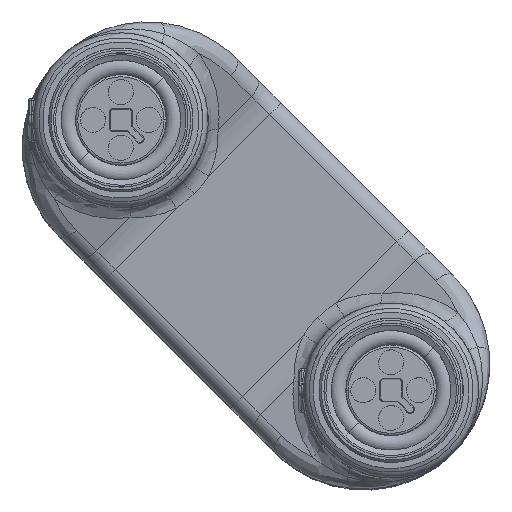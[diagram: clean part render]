
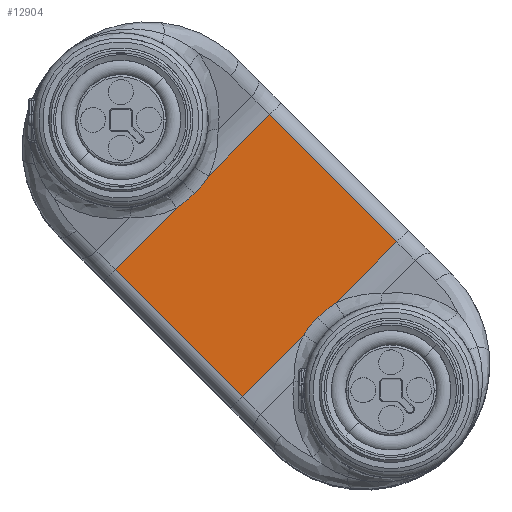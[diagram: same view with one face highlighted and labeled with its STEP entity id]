
A CAD part, top view. The second image highlights one B-rep face of the part: STEP entity #12904.
In plain terms, the highlighted planar face has unit normal (0, 0, 1).
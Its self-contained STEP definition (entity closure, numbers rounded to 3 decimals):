
#12845=AXIS2_PLACEMENT_3D('Plane Axis2P3D',#12842,#12843,#12844) ;
#12849=AXIS2_PLACEMENT_3D('Circle Axis2P3D',#12847,#12848,$) ;
#12856=AXIS2_PLACEMENT_3D('Circle Axis2P3D',#12854,#12855,$) ;
#12875=AXIS2_PLACEMENT_3D('Circle Axis2P3D',#12873,#12874,$) ;
#12882=AXIS2_PLACEMENT_3D('Circle Axis2P3D',#12880,#12881,$) ;
#10582=CARTESIAN_POINT('Vertex',(20.147,8.51,73.95)) ;
#10602=CARTESIAN_POINT('Line Origine',(-3.703,32.36,73.95)) ;
#10606=CARTESIAN_POINT('Vertex',(8.51,20.147,73.95)) ;
#11470=CARTESIAN_POINT('Vertex',(22.652,34.289,73.95)) ;
#11497=CARTESIAN_POINT('Vertex',(34.289,22.652,73.95)) ;
#11500=CARTESIAN_POINT('Line Origine',(28.471,28.471,73.95)) ;
#12826=CARTESIAN_POINT('Vertex',(25.753,14.116,73.95)) ;
#12829=CARTESIAN_POINT('Line Origine',(35.35,23.713,73.95)) ;
#12842=CARTESIAN_POINT('Axis2P3D Location',(11.5,47.562,73.95)) ;
#12847=CARTESIAN_POINT('Axis2P3D Location',(33.774,9.025,73.95)) ;
#12851=CARTESIAN_POINT('Vertex',(27.056,15.743,73.95)) ;
#12854=CARTESIAN_POINT('Axis2P3D Location',(33.774,9.025,73.95)) ;
#12858=CARTESIAN_POINT('Vertex',(28.682,17.046,73.95)) ;
#12861=CARTESIAN_POINT('Line Origine',(31.486,19.849,73.95)) ;
#12866=CARTESIAN_POINT('Line Origine',(19.849,31.486,73.95)) ;
#12870=CARTESIAN_POINT('Vertex',(17.046,28.682,73.95)) ;
#12873=CARTESIAN_POINT('Axis2P3D Location',(9.025,33.774,73.95)) ;
#12877=CARTESIAN_POINT('Vertex',(15.743,27.056,73.95)) ;
#12880=CARTESIAN_POINT('Axis2P3D Location',(9.025,33.774,73.95)) ;
#12884=CARTESIAN_POINT('Vertex',(14.116,25.753,73.95)) ;
#12887=CARTESIAN_POINT('Line Origine',(11.313,22.95,73.95)) ;
#10603=DIRECTION('Vector Direction',(0.707,-0.707,0.)) ;
#11501=DIRECTION('Vector Direction',(-0.707,0.707,0.)) ;
#12830=DIRECTION('Vector Direction',(-0.707,-0.707,0.)) ;
#12843=DIRECTION('Axis2P3D Direction',(0.,0.,-1.)) ;
#12844=DIRECTION('Axis2P3D XDirection',(0.707,-0.707,0.)) ;
#12848=DIRECTION('Axis2P3D Direction',(0.,0.,-1.)) ;
#12855=DIRECTION('Axis2P3D Direction',(0.,0.,-1.)) ;
#12862=DIRECTION('Vector Direction',(0.707,0.707,0.)) ;
#12867=DIRECTION('Vector Direction',(-0.707,-0.707,0.)) ;
#12874=DIRECTION('Axis2P3D Direction',(0.,0.,-1.)) ;
#12881=DIRECTION('Axis2P3D Direction',(0.,0.,-1.)) ;
#12888=DIRECTION('Vector Direction',(-0.707,-0.707,0.)) ;
#10604=VECTOR('Line Direction',#10603,1.) ;
#11502=VECTOR('Line Direction',#11501,1.) ;
#12831=VECTOR('Line Direction',#12830,1.) ;
#12863=VECTOR('Line Direction',#12862,1.) ;
#12868=VECTOR('Line Direction',#12867,1.) ;
#12889=VECTOR('Line Direction',#12888,1.) ;
#12893=ORIENTED_EDGE('',*,*,#12833,.T.) ;
#12894=ORIENTED_EDGE('',*,*,#12853,.T.) ;
#12895=ORIENTED_EDGE('',*,*,#12860,.T.) ;
#12896=ORIENTED_EDGE('',*,*,#12865,.T.) ;
#12897=ORIENTED_EDGE('',*,*,#11504,.T.) ;
#12898=ORIENTED_EDGE('',*,*,#12872,.T.) ;
#12899=ORIENTED_EDGE('',*,*,#12879,.T.) ;
#12900=ORIENTED_EDGE('',*,*,#12886,.T.) ;
#12901=ORIENTED_EDGE('',*,*,#12891,.T.) ;
#12902=ORIENTED_EDGE('',*,*,#10608,.T.) ;
#12904=ADVANCED_FACE('Hauptkoerper',(#12903),#12846,.F.) ;
#12850=CIRCLE('generated circle',#12849,9.5) ;
#12857=CIRCLE('generated circle',#12856,9.5) ;
#12876=CIRCLE('generated circle',#12875,9.5) ;
#12883=CIRCLE('generated circle',#12882,9.5) ;
#10608=EDGE_CURVE('',#10607,#10583,#10605,.T.) ;
#11504=EDGE_CURVE('',#11498,#11471,#11503,.T.) ;
#12833=EDGE_CURVE('',#10583,#12827,#12832,.F.) ;
#12853=EDGE_CURVE('',#12827,#12852,#12850,.T.) ;
#12860=EDGE_CURVE('',#12852,#12859,#12857,.T.) ;
#12865=EDGE_CURVE('',#12859,#11498,#12864,.T.) ;
#12872=EDGE_CURVE('',#11471,#12871,#12869,.T.) ;
#12879=EDGE_CURVE('',#12871,#12878,#12876,.T.) ;
#12886=EDGE_CURVE('',#12878,#12885,#12883,.T.) ;
#12891=EDGE_CURVE('',#12885,#10607,#12890,.T.) ;
#12892=EDGE_LOOP('',(#12893,#12894,#12895,#12896,#12897,#12898,#12899,#12900,#12901,#12902)) ;
#12903=FACE_OUTER_BOUND('',#12892,.T.) ;
#10605=LINE('Line',#10602,#10604) ;
#11503=LINE('Line',#11500,#11502) ;
#12832=LINE('Line',#12829,#12831) ;
#12864=LINE('Line',#12861,#12863) ;
#12869=LINE('Line',#12866,#12868) ;
#12890=LINE('Line',#12887,#12889) ;
#12846=PLANE('',#12845) ;
#10583=VERTEX_POINT('',#10582) ;
#10607=VERTEX_POINT('',#10606) ;
#11471=VERTEX_POINT('',#11470) ;
#11498=VERTEX_POINT('',#11497) ;
#12827=VERTEX_POINT('',#12826) ;
#12852=VERTEX_POINT('',#12851) ;
#12859=VERTEX_POINT('',#12858) ;
#12871=VERTEX_POINT('',#12870) ;
#12878=VERTEX_POINT('',#12877) ;
#12885=VERTEX_POINT('',#12884) ;
